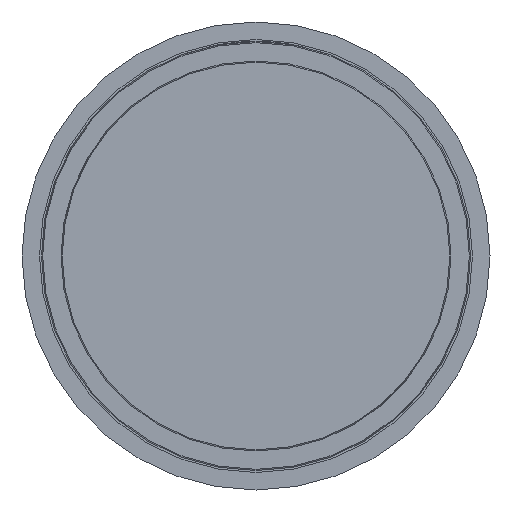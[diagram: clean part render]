
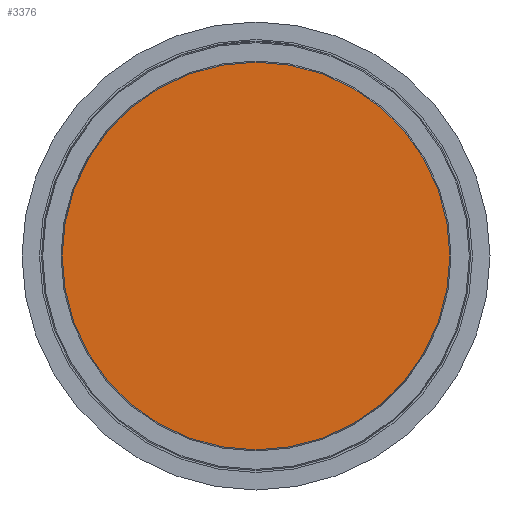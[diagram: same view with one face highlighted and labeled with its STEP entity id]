
A CAD part, front view. The second image highlights one B-rep face of the part: STEP entity #3376.
In plain terms, the highlighted planar face has unit normal (0, -1, 0).
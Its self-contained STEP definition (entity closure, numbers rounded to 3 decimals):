
#318 = DIRECTION ( 'NONE',  ( 0., 0., 1. ) ) ;
#321 = DIRECTION ( 'NONE',  ( 0., 0., 1. ) ) ;
#342 = EDGE_LOOP ( 'NONE', ( #998, #3066 ) ) ;
#508 = EDGE_CURVE ( 'Defeature ausgef�hrt3_9+Defeature ausgef�hrt3_10+Defeature ausgef�hrt3_10+Defeature ausgef�hrt3_10', #1042, #2198, #698, .T. ) ;
#698 = CIRCLE ( 'NONE', #3434, 2.485 ) ;
#957 = AXIS2_PLACEMENT_3D ( 'NONE', #2018, #1495, #3197 ) ;
#998 = ORIENTED_EDGE ( 'NONE', *, *, #508, .F. ) ;
#1042 = VERTEX_POINT ( 'NONE', #3242 ) ;
#1193 = CIRCLE ( 'NONE', #3156, 2.485 ) ;
#1436 = CARTESIAN_POINT ( 'NONE',  ( 0., -22., 0. ) ) ;
#1440 = EDGE_CURVE ( 'Defeature ausgef�hrt3_9+Defeature ausgef�hrt3_10+Defeature ausgef�hrt3_10+Defeature ausgef�hrt3_10', #2198, #1042, #1193, .T. ) ;
#1446 = DIRECTION ( 'NONE',  ( 0., 1., 0. ) ) ;
#1495 = DIRECTION ( 'NONE',  ( 0., -1., 0. ) ) ;
#2018 = CARTESIAN_POINT ( 'NONE',  ( -2.485, -22., 0. ) ) ;
#2071 = DIRECTION ( 'NONE',  ( 0., 1., 0. ) ) ;
#2198 = VERTEX_POINT ( 'NONE', #3487 ) ;
#2743 = FACE_OUTER_BOUND ( 'NONE', #342, .T. ) ;
#3066 = ORIENTED_EDGE ( 'NONE', *, *, #1440, .F. ) ;
#3156 = AXIS2_PLACEMENT_3D ( 'NONE', #1436, #1446, #318 ) ;
#3197 = DIRECTION ( 'NONE',  ( 0., 0., -1. ) ) ;
#3242 = CARTESIAN_POINT ( 'NONE',  ( 0., -22., 2.485 ) ) ;
#3376 = ADVANCED_FACE ( 'Defeature ausgef�hrt3_10', ( #2743 ), #3452, .T. ) ;
#3434 = AXIS2_PLACEMENT_3D ( 'NONE', #3486, #2071, #321 ) ;
#3452 = PLANE ( 'NONE',  #957 ) ;
#3486 = CARTESIAN_POINT ( 'NONE',  ( 0., -22., 0. ) ) ;
#3487 = CARTESIAN_POINT ( 'NONE',  ( 0., -22., -2.485 ) ) ;
